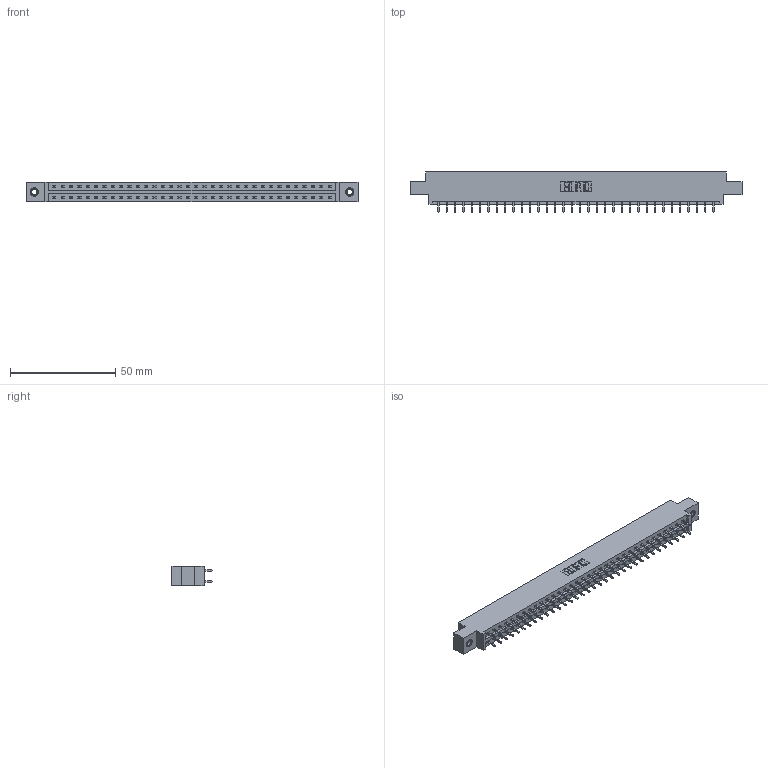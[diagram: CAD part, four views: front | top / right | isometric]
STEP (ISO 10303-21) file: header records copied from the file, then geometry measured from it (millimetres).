
FILE_DESCRIPTION (( 'STEP AP203' ), '1' );
FILE_NAME ('337-068-521-807.STEP', '2019-10-12T01:51:54', ( '' ), ( '' ), 'SwSTEP 2.0', 'SolidWorks 2016', '' );
FILE_SCHEMA (( 'CONFIG_CONTROL_DESIGN' ));
Length unit declared in the file: inch
Products named in the file (4): 337 Part_0.170 Offset - 0.156 Dia-TI; 345-250-001_345-250-005-103; 337-068-521-807; 345-292-001_345-293-121
Assembly tree (71 placements, depth 2):
  337-068-521-807
    337 Part_0.170 Offset - 0.156 Dia-TI
    345-292-001_345-293-121  x68
    345-250-001_345-250-005-103  x2
Bounding box: 157.73 x 19.06 x 9.4 mm (x, y, z)
Volume: 16358 mm3; surface area: 18357.2 mm2
Topology: 71 solids, 71 shells, 3850 faces, 11407 edges, 7506 vertices
Faces by surface type: plane 2690, cylinder 1144, cone 12, torus 4
Entity records: 28732 total; most frequent: CARTESIAN_POINT 4829, ORIENTED_EDGE 4758, DIRECTION 4153, EDGE_CURVE 2379, VECTOR 2231, LINE 2231, VERTEX_POINT 1580, AXIS2_PLACEMENT_3D 961
